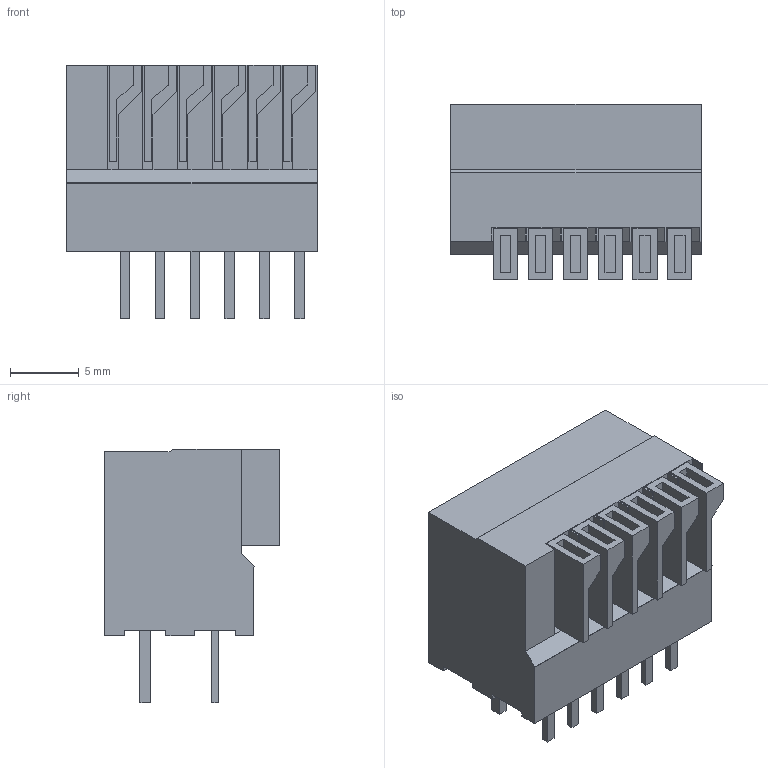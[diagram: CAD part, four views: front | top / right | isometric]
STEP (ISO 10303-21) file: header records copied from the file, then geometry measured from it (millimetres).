
FILE_DESCRIPTION((''),'2;1');
FILE_NAME('C-1-2834015-6','2016-08-16T',('workeradm'),('Tyco Electronics Ltd.'),'CREO PARAMETRIC BY PTC INC, 2016050','CREO PARAMETRIC BY PTC INC, 2016050','');
FILE_SCHEMA(('AUTOMOTIVE_DESIGN { 1 0 10303 214 1 1 1 1 }'));
Length unit declared in the file: millimetre
Products named in the file (1): C-1-2834015-6
Bounding box: 18.24 x 12.8 x 18.47 mm (x, y, z)
Volume: 2603.2 mm3; surface area: 1871.1 mm2
Topology: 1 solids, 1 shells, 205 faces, 525 edges, 346 vertices
Faces by surface type: plane 205
Entity records: 6239 total; most frequent: CARTESIAN_POINT 1078, ORIENTED_EDGE 1050, DIRECTION 935, VECTOR 525, LINE 525, EDGE_CURVE 525, VERTEX_POINT 346, EDGE_LOOP 229
